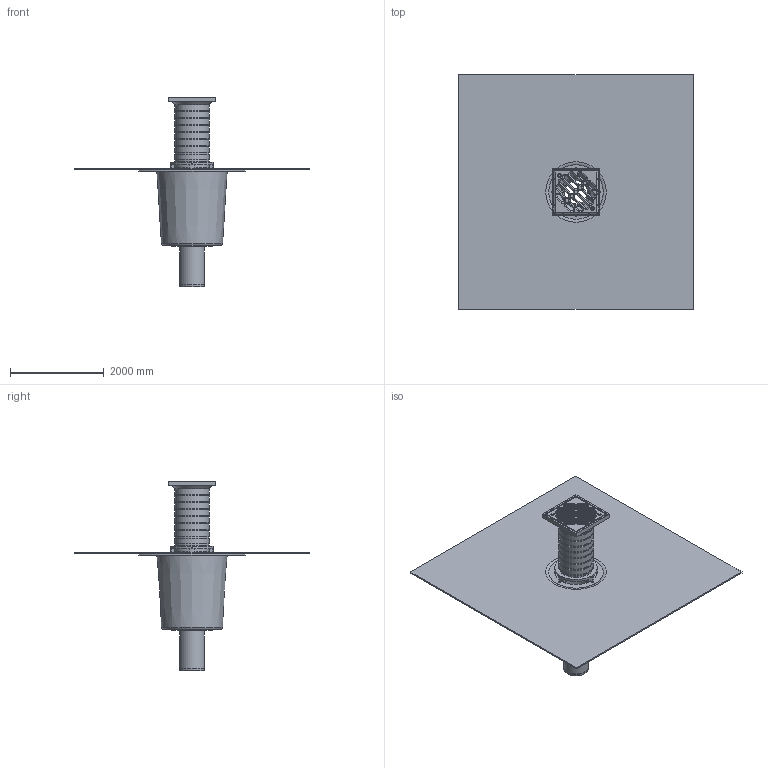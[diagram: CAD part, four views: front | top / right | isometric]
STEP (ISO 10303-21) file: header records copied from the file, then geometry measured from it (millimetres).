
FILE_DESCRIPTION(/* description */ (''),/* implementation_level */ '2;1');
FILE_NAME(/* name */ '15372.050X_3D.stp',/* time_stamp */ '2024-12-11T14:56:41+01:00',/* author */ ('CAD'),/* organization */ (''),/* preprocessor_version */ 'ST-DEVELOPER v20',/* originating_system */ 'AutoCAD Mechanical',/* authorisation */ '');
FILE_SCHEMA (('AUTOMOTIVE_DESIGN { 1 0 10303 214 3 1 1 }'));
Length unit declared in the file: centimetre
Products named in the file (2): Product; *S0
Assembly tree (1 placements, depth 2):
  Product
    *S0
Bounding box: 5000 x 5000 x 4037.7 mm (x, y, z)
Volume: 2344919203.7 mm3; surface area: 97745612.6 mm2
Topology: 12 solids, 12 shells, 549 faces, 1320 edges, 832 vertices
Faces by surface type: cylinder 193, plane 182, torus 101, cone 56, sphere 16, bspline 1
Full cylindrical faces by diameter (mm): 20 x8, 35 x2, 40 x3, 85 x2, 100 x1, 500 x2, 530 x3, 720 x8, 730 x9, 736 x1, 770 x2, 780 x1, 810 x2, 885 x1, 890 x1, 900 x1, 901 x1, 905 x1, 950 x1, 953.818 x1, 965 x2, 1070 x1
Entity records: 17554 total; most frequent: CARTESIAN_POINT 4051, DIRECTION 3056, ORIENTED_EDGE 2638, EDGE_CURVE 1319, AXIS2_PLACEMENT_3D 1248, VERTEX_POINT 830, CIRCLE 696, EDGE_LOOP 655
